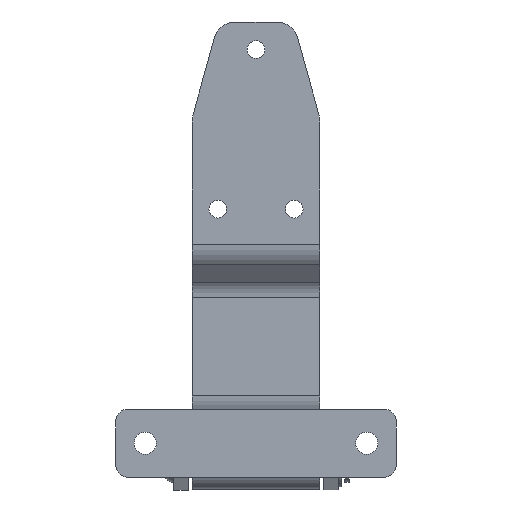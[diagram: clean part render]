
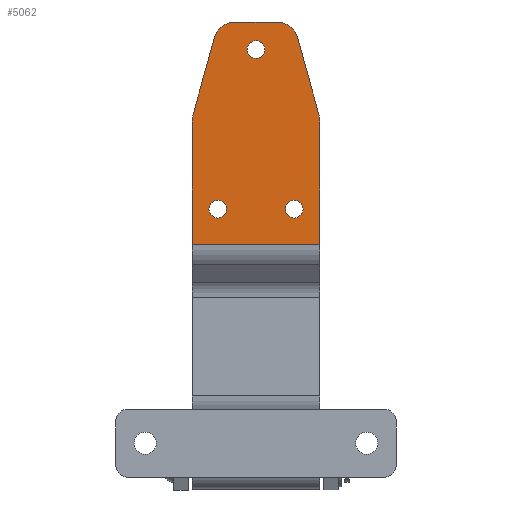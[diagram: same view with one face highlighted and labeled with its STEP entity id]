
A CAD part, front view. The second image highlights one B-rep face of the part: STEP entity #5062.
In plain terms, the highlighted planar face has unit normal (0, -1, 0).
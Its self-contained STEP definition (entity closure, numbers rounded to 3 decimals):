
#469 = CARTESIAN_POINT ( 'NONE',  ( 9.899, -46., 210. ) ) ;
#470 = CARTESIAN_POINT ( 'NONE',  ( -9.899, -46., 210. ) ) ;
#471 = CARTESIAN_POINT ( 'NONE',  ( 29.27, -46., 167.627 ) ) ;
#472 = CARTESIAN_POINT ( 'NONE',  ( 30., -46., 162.274 ) ) ;
#473 = CARTESIAN_POINT ( 'NONE',  ( 19.534, -46., 202.676 ) ) ;
#474 = CARTESIAN_POINT ( 'NONE',  ( -19.534, -46., 202.676 ) ) ;
#475 = CARTESIAN_POINT ( 'NONE',  ( -29.27, -46., 167.627 ) ) ;
#476 = CARTESIAN_POINT ( 'NONE',  ( -30., -46., 162.274 ) ) ;
#477 = CARTESIAN_POINT ( 'NONE',  ( -30., -46., 105.458 ) ) ;
#478 = CARTESIAN_POINT ( 'NONE',  ( 30., -46., 105.458 ) ) ;
#490 = CARTESIAN_POINT ( 'NONE',  ( 18., -46., 126.15 ) ) ;
#494 = CARTESIAN_POINT ( 'NONE',  ( -18., -46., 117.85 ) ) ;
#495 = CARTESIAN_POINT ( 'NONE',  ( -18., -46., 126.15 ) ) ;
#511 = CARTESIAN_POINT ( 'NONE',  ( 18., -46., 117.85 ) ) ;
#515 = CARTESIAN_POINT ( 'NONE',  ( 0., -46., 201.15 ) ) ;
#518 = CARTESIAN_POINT ( 'NONE',  ( 0., -46., 192.85 ) ) ;
#695 = CARTESIAN_POINT ( 'NONE',  ( 0., -46., 197. ) ) ;
#702 = LINE ( 'NONE', #703, #4681 ) ;
#703 = CARTESIAN_POINT ( 'NONE',  ( 30., -46., 210. ) ) ;
#704 = DIRECTION ( 'NONE',  ( -1., 0., 0. ) ) ;
#708 = DIRECTION ( 'NONE',  ( 0., 1., 0. ) ) ;
#709 = DIRECTION ( 'NONE',  ( 0., 0., 1. ) ) ;
#710 = CARTESIAN_POINT ( 'NONE',  ( 18., -46., 122. ) ) ;
#711 = DIRECTION ( 'NONE',  ( 0., 1., 0. ) ) ;
#712 = DIRECTION ( 'NONE',  ( 0., 0., 1. ) ) ;
#713 = CARTESIAN_POINT ( 'NONE',  ( -18., -46., 122. ) ) ;
#714 = DIRECTION ( 'NONE',  ( 0., 1., 0. ) ) ;
#715 = DIRECTION ( 'NONE',  ( 0., 0., 1. ) ) ;
#716 = CARTESIAN_POINT ( 'NONE',  ( 10., -46., 162.274 ) ) ;
#717 = LINE ( 'NONE', #718, #4687 ) ;
#718 = CARTESIAN_POINT ( 'NONE',  ( 19.534, -46., 202.676 ) ) ;
#719 = DIRECTION ( 'NONE',  ( 0.268, 0., -0.964 ) ) ;
#720 = DIRECTION ( 'NONE',  ( 0., 1., 0. ) ) ;
#721 = DIRECTION ( 'NONE',  ( 0., 0., 1. ) ) ;
#722 = CARTESIAN_POINT ( 'NONE',  ( 9.899, -46., 200. ) ) ;
#723 = DIRECTION ( 'NONE',  ( 0., 1., 0. ) ) ;
#724 = DIRECTION ( 'NONE',  ( 0., 0., 1. ) ) ;
#725 = CARTESIAN_POINT ( 'NONE',  ( -9.899, -46., 200. ) ) ;
#726 = DIRECTION ( 'NONE',  ( 0., 1., 0. ) ) ;
#727 = DIRECTION ( 'NONE',  ( 0., 0., 1. ) ) ;
#728 = CARTESIAN_POINT ( 'NONE',  ( -10., -46., 162.274 ) ) ;
#729 = LINE ( 'NONE', #730, #4688 ) ;
#730 = CARTESIAN_POINT ( 'NONE',  ( -29.27, -46., 167.627 ) ) ;
#731 = DIRECTION ( 'NONE',  ( 0.268, 0., 0.964 ) ) ;
#732 = DIRECTION ( 'NONE',  ( 0., 1., 0. ) ) ;
#733 = DIRECTION ( 'NONE',  ( 0., 0., 1. ) ) ;
#734 = LINE ( 'NONE', #735, #4689 ) ;
#735 = CARTESIAN_POINT ( 'NONE',  ( -30., -46., 105.458 ) ) ;
#736 = DIRECTION ( 'NONE',  ( 0., 0., -1. ) ) ;
#737 = LINE ( 'NONE', #738, #4690 ) ;
#738 = CARTESIAN_POINT ( 'NONE',  ( 30., -46., 105.458 ) ) ;
#739 = DIRECTION ( 'NONE',  ( -1., 0., 0. ) ) ;
#740 = LINE ( 'NONE', #741, #4691 ) ;
#741 = CARTESIAN_POINT ( 'NONE',  ( 30., -46., 105.458 ) ) ;
#742 = DIRECTION ( 'NONE',  ( 0., 0., -1. ) ) ;
#1835 = EDGE_CURVE ( 'NONE', #3026, #3005, #4219, .T. ) ;
#1838 = EDGE_CURVE ( 'NONE', #3009, #3010, #4222, .T. ) ;
#1839 = EDGE_CURVE ( 'NONE', #3033, #3030, #4224, .T. ) ;
#1906 = AXIS2_PLACEMENT_3D ( 'NONE', #2268, #2269, #2270 ) ;
#2268 = CARTESIAN_POINT ( 'NONE',  ( 18., -46., 122. ) ) ;
#2269 = DIRECTION ( 'NONE',  ( 0., 1., 0. ) ) ;
#2270 = DIRECTION ( 'NONE',  ( 0., 0., 1. ) ) ;
#2271 = CARTESIAN_POINT ( 'NONE',  ( -18., -46., 122. ) ) ;
#2278 = DIRECTION ( 'NONE',  ( 0., 1., 0. ) ) ;
#2279 = DIRECTION ( 'NONE',  ( 0., 0., 1. ) ) ;
#2280 = CARTESIAN_POINT ( 'NONE',  ( 0., -46., 197. ) ) ;
#2281 = DIRECTION ( 'NONE',  ( 0., 1., 0. ) ) ;
#2282 = DIRECTION ( 'NONE',  ( 0., 0., 1. ) ) ;
#2701 = ORIENTED_EDGE ( 'NONE', *, *, #4894, .T. ) ;
#2702 = ORIENTED_EDGE ( 'NONE', *, *, #4893, .T. ) ;
#2703 = ORIENTED_EDGE ( 'NONE', *, *, #4895, .T. ) ;
#2704 = ORIENTED_EDGE ( 'NONE', *, *, #1839, .T. ) ;
#2705 = ORIENTED_EDGE ( 'NONE', *, *, #4897, .F. ) ;
#2706 = ORIENTED_EDGE ( 'NONE', *, *, #1835, .T. ) ;
#2707 = ORIENTED_EDGE ( 'NONE', *, *, #1838, .T. ) ;
#2708 = ORIENTED_EDGE ( 'NONE', *, *, #4898, .F. ) ;
#2709 = ORIENTED_EDGE ( 'NONE', *, *, #4896, .F. ) ;
#2710 = ORIENTED_EDGE ( 'NONE', *, *, #4891, .T. ) ;
#2711 = ORIENTED_EDGE ( 'NONE', *, *, #4899, .F. ) ;
#2712 = ORIENTED_EDGE ( 'NONE', *, *, #4901, .F. ) ;
#2713 = ORIENTED_EDGE ( 'NONE', *, *, #4900, .F. ) ;
#2714 = ORIENTED_EDGE ( 'NONE', *, *, #4902, .T. ) ;
#2715 = ORIENTED_EDGE ( 'NONE', *, *, #4903, .F. ) ;
#2716 = ORIENTED_EDGE ( 'NONE', *, *, #4904, .F. ) ;
#2984 = VERTEX_POINT ( 'NONE', #469 ) ;
#2985 = VERTEX_POINT ( 'NONE', #470 ) ;
#2986 = VERTEX_POINT ( 'NONE', #471 ) ;
#2987 = VERTEX_POINT ( 'NONE', #472 ) ;
#2988 = VERTEX_POINT ( 'NONE', #473 ) ;
#2989 = VERTEX_POINT ( 'NONE', #474 ) ;
#2990 = VERTEX_POINT ( 'NONE', #475 ) ;
#2991 = VERTEX_POINT ( 'NONE', #476 ) ;
#2992 = VERTEX_POINT ( 'NONE', #477 ) ;
#2993 = VERTEX_POINT ( 'NONE', #478 ) ;
#3005 = VERTEX_POINT ( 'NONE', #490 ) ;
#3009 = VERTEX_POINT ( 'NONE', #494 ) ;
#3010 = VERTEX_POINT ( 'NONE', #495 ) ;
#3026 = VERTEX_POINT ( 'NONE', #511 ) ;
#3030 = VERTEX_POINT ( 'NONE', #515 ) ;
#3033 = VERTEX_POINT ( 'NONE', #518 ) ;
#3288 = EDGE_LOOP ( 'NONE', ( #2702, #2704 ) ) ;
#3289 = EDGE_LOOP ( 'NONE', ( #2701, #2706 ) ) ;
#3290 = EDGE_LOOP ( 'NONE', ( #2703, #2707 ) ) ;
#3291 = EDGE_LOOP ( 'NONE', ( #2705, #2709, #2708, #2710, #2711, #2713, #2712, #2714, #2715, #2716 ) ) ;
#3512 = FACE_BOUND ( 'NONE', #3288, .T. ) ;
#3515 = AXIS2_PLACEMENT_3D ( 'NONE', #3776, #3777, #3778 ) ;
#3521 = FACE_BOUND ( 'NONE', #3289, .T. ) ;
#3524 = FACE_BOUND ( 'NONE', #3290, .T. ) ;
#3526 = FACE_OUTER_BOUND ( 'NONE', #3291, .T. ) ;
#3775 = PLANE ( 'NONE',  #3515 ) ;
#3776 = CARTESIAN_POINT ( 'NONE',  ( 30., -46., 105.458 ) ) ;
#3777 = DIRECTION ( 'NONE',  ( 0., 1., 0. ) ) ;
#3778 = DIRECTION ( 'NONE',  ( 0., 0., 1. ) ) ;
#4219 = CIRCLE ( 'NONE', #1906, 4.15 ) ;
#4222 = CIRCLE ( 'NONE', #5277, 4.15 ) ;
#4224 = CIRCLE ( 'NONE', #5273, 4.15 ) ;
#4253 = CIRCLE ( 'NONE', #4680, 4.15 ) ;
#4254 = CIRCLE ( 'NONE', #4675, 4.15 ) ;
#4255 = CIRCLE ( 'NONE', #4673, 4.15 ) ;
#4256 = CIRCLE ( 'NONE', #4682, 20. ) ;
#4257 = CIRCLE ( 'NONE', #4684, 10. ) ;
#4258 = CIRCLE ( 'NONE', #4685, 10. ) ;
#4259 = CIRCLE ( 'NONE', #4686, 20. ) ;
#4673 = AXIS2_PLACEMENT_3D ( 'NONE', #713, #714, #715 ) ;
#4675 = AXIS2_PLACEMENT_3D ( 'NONE', #710, #711, #712 ) ;
#4680 = AXIS2_PLACEMENT_3D ( 'NONE', #695, #708, #709 ) ;
#4681 = VECTOR ( 'NONE', #704, 1000. ) ;
#4682 = AXIS2_PLACEMENT_3D ( 'NONE', #716, #720, #721 ) ;
#4684 = AXIS2_PLACEMENT_3D ( 'NONE', #722, #723, #724 ) ;
#4685 = AXIS2_PLACEMENT_3D ( 'NONE', #725, #726, #727 ) ;
#4686 = AXIS2_PLACEMENT_3D ( 'NONE', #728, #732, #733 ) ;
#4687 = VECTOR ( 'NONE', #719, 1000. ) ;
#4688 = VECTOR ( 'NONE', #731, 1000. ) ;
#4689 = VECTOR ( 'NONE', #736, 1000. ) ;
#4690 = VECTOR ( 'NONE', #739, 1000. ) ;
#4691 = VECTOR ( 'NONE', #742, 1000. ) ;
#4891 = EDGE_CURVE ( 'NONE', #2984, #2985, #702, .T. ) ;
#4893 = EDGE_CURVE ( 'NONE', #3030, #3033, #4253, .T. ) ;
#4894 = EDGE_CURVE ( 'NONE', #3005, #3026, #4254, .T. ) ;
#4895 = EDGE_CURVE ( 'NONE', #3010, #3009, #4255, .T. ) ;
#4896 = EDGE_CURVE ( 'NONE', #2988, #2986, #717, .T. ) ;
#4897 = EDGE_CURVE ( 'NONE', #2986, #2987, #4256, .T. ) ;
#4898 = EDGE_CURVE ( 'NONE', #2984, #2988, #4257, .T. ) ;
#4899 = EDGE_CURVE ( 'NONE', #2989, #2985, #4258, .T. ) ;
#4900 = EDGE_CURVE ( 'NONE', #2990, #2989, #729, .T. ) ;
#4901 = EDGE_CURVE ( 'NONE', #2991, #2990, #4259, .T. ) ;
#4902 = EDGE_CURVE ( 'NONE', #2991, #2992, #734, .T. ) ;
#4903 = EDGE_CURVE ( 'NONE', #2993, #2992, #737, .T. ) ;
#4904 = EDGE_CURVE ( 'NONE', #2987, #2993, #740, .T. ) ;
#5062 = ADVANCED_FACE ( 'NONE', ( #3512, #3521, #3524, #3526 ), #3775, .F. ) ;
#5273 = AXIS2_PLACEMENT_3D ( 'NONE', #2280, #2281, #2282 ) ;
#5277 = AXIS2_PLACEMENT_3D ( 'NONE', #2271, #2278, #2279 ) ;
